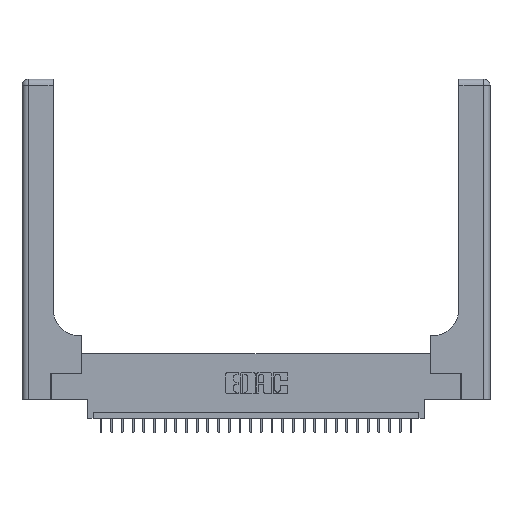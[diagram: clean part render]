
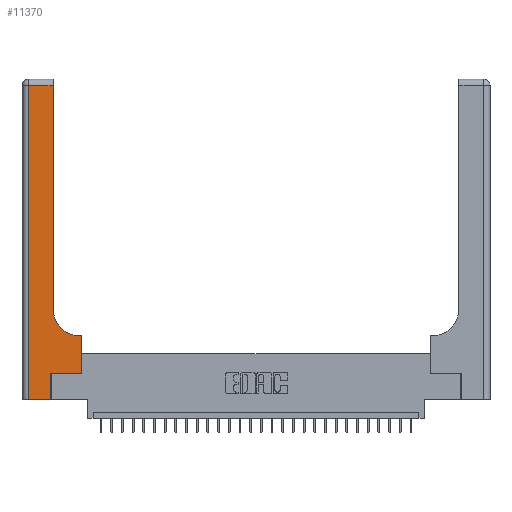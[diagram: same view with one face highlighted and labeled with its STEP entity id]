
A CAD part, top view. The second image highlights one B-rep face of the part: STEP entity #11370.
In plain terms, the highlighted planar face has unit normal (0, 0, 1).
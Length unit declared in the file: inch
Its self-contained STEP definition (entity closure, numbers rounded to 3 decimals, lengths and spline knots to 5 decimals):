
#16 = ORIENTED_EDGE ( 'NONE', *, *, #6507, .T. ) ;
#564 = CARTESIAN_POINT ( 'NONE',  ( 0.5415, 0.6, 0.37 ) ) ;
#651 = LINE ( 'NONE', #9506, #7794 ) ;
#967 = VECTOR ( 'NONE', #2855, 39.37008 ) ;
#1011 = VECTOR ( 'NONE', #2894, 39.37008 ) ;
#1044 = VECTOR ( 'NONE', #25121, 39.37008 ) ;
#1909 = EDGE_CURVE ( 'NONE', #25024, #17452, #5855, .T. ) ;
#2478 = DIRECTION ( 'NONE',  ( -1., 0., 0. ) ) ;
#2855 = DIRECTION ( 'NONE',  ( -1., 0., 0. ) ) ;
#2894 = DIRECTION ( 'NONE',  ( 0., 1., 0. ) ) ;
#3133 = ORIENTED_EDGE ( 'NONE', *, *, #27568, .T. ) ;
#4000 = VERTEX_POINT ( 'NONE', #9228 ) ;
#4169 = ORIENTED_EDGE ( 'NONE', *, *, #14174, .T. ) ;
#5474 = CARTESIAN_POINT ( 'NONE',  ( 0.5585, 0.25, 0.37 ) ) ;
#5751 = EDGE_CURVE ( 'NONE', #17452, #14977, #651, .T. ) ;
#5855 = CIRCLE ( 'NONE', #28774, 0.25 ) ;
#6507 = EDGE_CURVE ( 'NONE', #27527, #9701, #6876, .T. ) ;
#6724 = CARTESIAN_POINT ( 'NONE',  ( 0., 0., 0.37 ) ) ;
#6760 = LINE ( 'NONE', #15898, #27635 ) ;
#6876 = LINE ( 'NONE', #6724, #1044 ) ;
#7233 = CARTESIAN_POINT ( 'NONE',  ( 0.06, 2.94, 0.37 ) ) ;
#7579 = CARTESIAN_POINT ( 'NONE',  ( 0.5415, 0.85, 0.37 ) ) ;
#7794 = VECTOR ( 'NONE', #14293, 39.37008 ) ;
#8793 = DIRECTION ( 'NONE',  ( 0., 0., -1. ) ) ;
#9228 = CARTESIAN_POINT ( 'NONE',  ( 0.269, 0.25, 0.37 ) ) ;
#9506 = CARTESIAN_POINT ( 'NONE',  ( 0.2915, 3., 0.37 ) ) ;
#9701 = VERTEX_POINT ( 'NONE', #15863 ) ;
#9755 = LINE ( 'NONE', #28178, #18526 ) ;
#9961 = DIRECTION ( 'NONE',  ( 1., 0., 0. ) ) ;
#10002 = EDGE_LOOP ( 'NONE', ( #22869, #4169, #3133, #16, #25405, #22025, #28472, #19153, #15751 ) ) ;
#11370 = ADVANCED_FACE ( 'NONE', ( #18217 ), #27331, .F. ) ;
#12746 = CARTESIAN_POINT ( 'NONE',  ( 0.06, 0., 0.37 ) ) ;
#13572 = CARTESIAN_POINT ( 'NONE',  ( 0., 3., 0.37 ) ) ;
#13656 = VERTEX_POINT ( 'NONE', #14727 ) ;
#14174 = EDGE_CURVE ( 'NONE', #14977, #26031, #9755, .T. ) ;
#14238 = CARTESIAN_POINT ( 'NONE',  ( 0.2915, 0.6, 0.37 ) ) ;
#14293 = DIRECTION ( 'NONE',  ( 0., 1., 0. ) ) ;
#14574 = LINE ( 'NONE', #21605, #1011 ) ;
#14727 = CARTESIAN_POINT ( 'NONE',  ( 0.5585, 0.6, 0.37 ) ) ;
#14889 = DIRECTION ( 'NONE',  ( 0., 0., -1. ) ) ;
#14977 = VERTEX_POINT ( 'NONE', #18687 ) ;
#15629 = AXIS2_PLACEMENT_3D ( 'NONE', #13572, #8793, #2478 ) ;
#15751 = ORIENTED_EDGE ( 'NONE', *, *, #1909, .T. ) ;
#15863 = CARTESIAN_POINT ( 'NONE',  ( 0.269, 0., 0.37 ) ) ;
#15898 = CARTESIAN_POINT ( 'NONE',  ( 0.269, 0.25, 0.37 ) ) ;
#16448 = VECTOR ( 'NONE', #22619, 39.37008 ) ;
#17452 = VERTEX_POINT ( 'NONE', #26978 ) ;
#17838 = CARTESIAN_POINT ( 'NONE',  ( 0.06, 3., 0.37 ) ) ;
#18217 = FACE_OUTER_BOUND ( 'NONE', #10002, .T. ) ;
#18270 = EDGE_CURVE ( 'NONE', #28726, #13656, #20503, .T. ) ;
#18526 = VECTOR ( 'NONE', #25909, 39.37008 ) ;
#18687 = CARTESIAN_POINT ( 'NONE',  ( 0.2915, 2.94, 0.37 ) ) ;
#19153 = ORIENTED_EDGE ( 'NONE', *, *, #22083, .T. ) ;
#19169 = EDGE_CURVE ( 'NONE', #4000, #28726, #6760, .T. ) ;
#20503 = LINE ( 'NONE', #29453, #21875 ) ;
#21605 = CARTESIAN_POINT ( 'NONE',  ( 0.269, 0., 0.37 ) ) ;
#21875 = VECTOR ( 'NONE', #24674, 39.37008 ) ;
#22025 = ORIENTED_EDGE ( 'NONE', *, *, #19169, .T. ) ;
#22083 = EDGE_CURVE ( 'NONE', #13656, #25024, #27860, .T. ) ;
#22619 = DIRECTION ( 'NONE',  ( 0., -1., 0. ) ) ;
#22869 = ORIENTED_EDGE ( 'NONE', *, *, #5751, .T. ) ;
#23389 = EDGE_CURVE ( 'NONE', #9701, #4000, #14574, .T. ) ;
#24674 = DIRECTION ( 'NONE',  ( 0., 1., 0. ) ) ;
#25005 = DIRECTION ( 'NONE',  ( 1., 0., 0. ) ) ;
#25024 = VERTEX_POINT ( 'NONE', #564 ) ;
#25121 = DIRECTION ( 'NONE',  ( 1., 0., 0. ) ) ;
#25405 = ORIENTED_EDGE ( 'NONE', *, *, #23389, .T. ) ;
#25909 = DIRECTION ( 'NONE',  ( -1., 0., 0. ) ) ;
#26031 = VERTEX_POINT ( 'NONE', #7233 ) ;
#26978 = CARTESIAN_POINT ( 'NONE',  ( 0.2915, 0.85, 0.37 ) ) ;
#27331 = PLANE ( 'NONE',  #15629 ) ;
#27527 = VERTEX_POINT ( 'NONE', #12746 ) ;
#27568 = EDGE_CURVE ( 'NONE', #26031, #27527, #29347, .T. ) ;
#27635 = VECTOR ( 'NONE', #25005, 39.37008 ) ;
#27860 = LINE ( 'NONE', #14238, #967 ) ;
#28178 = CARTESIAN_POINT ( 'NONE',  ( 0., 2.94, 0.37 ) ) ;
#28472 = ORIENTED_EDGE ( 'NONE', *, *, #18270, .T. ) ;
#28726 = VERTEX_POINT ( 'NONE', #5474 ) ;
#28774 = AXIS2_PLACEMENT_3D ( 'NONE', #7579, #14889, #9961 ) ;
#29347 = LINE ( 'NONE', #17838, #16448 ) ;
#29453 = CARTESIAN_POINT ( 'NONE',  ( 0.5585, 0.25, 0.37 ) ) ;
